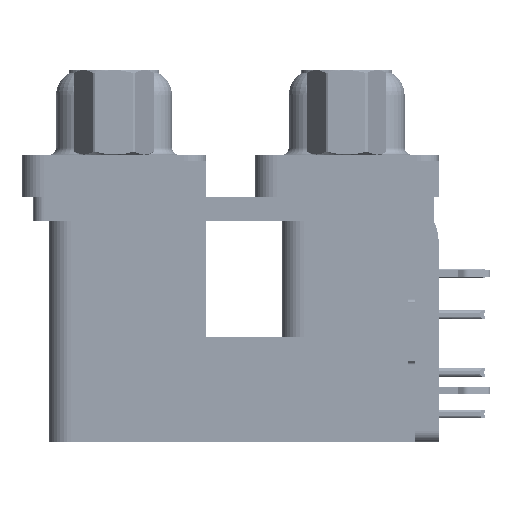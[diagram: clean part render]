
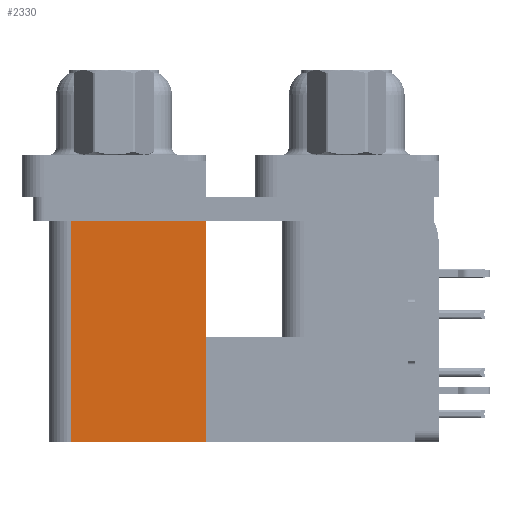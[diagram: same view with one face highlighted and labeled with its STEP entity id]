
A CAD part, left-side view. The second image highlights one B-rep face of the part: STEP entity #2330.
In plain terms, the highlighted planar face has unit normal (-1, 0, 0).
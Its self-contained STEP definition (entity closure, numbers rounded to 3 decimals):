
#2330 = ADVANCED_FACE ( 'NONE', ( #8584 ), #43311, .F. ) ;
#7500 = DIRECTION ( 'NONE',  ( 0., 1., 0. ) ) ;
#7782 = CARTESIAN_POINT ( 'NONE',  ( 3.765, 9.6, -19.2 ) ) ;
#8584 = FACE_OUTER_BOUND ( 'NONE', #47678, .T. ) ;
#8989 = ORIENTED_EDGE ( 'NONE', *, *, #24488, .F. ) ;
#9447 = ORIENTED_EDGE ( 'NONE', *, *, #55084, .T. ) ;
#12596 = DIRECTION ( 'NONE',  ( 0., 0., 1. ) ) ;
#14795 = LINE ( 'NONE', #44959, #52947 ) ;
#17705 = CARTESIAN_POINT ( 'NONE',  ( 3.765, 9.6, -2.5 ) ) ;
#17718 = EDGE_CURVE ( 'NONE', #28571, #47602, #34244, .T. ) ;
#17789 = EDGE_CURVE ( 'NONE', #28571, #20084, #37664, .T. ) ;
#18226 = DIRECTION ( 'NONE',  ( 1., 0., 0. ) ) ;
#18406 = CARTESIAN_POINT ( 'NONE',  ( 3.765, 9.6, -2.5 ) ) ;
#20084 = VERTEX_POINT ( 'NONE', #35924 ) ;
#22129 = CARTESIAN_POINT ( 'NONE',  ( 3.765, 18.8, -2.5 ) ) ;
#23092 = ORIENTED_EDGE ( 'NONE', *, *, #17789, .F. ) ;
#24385 = CARTESIAN_POINT ( 'NONE',  ( 3.765, 9.6, -19.2 ) ) ;
#24488 = EDGE_CURVE ( 'NONE', #20084, #47909, #14795, .T. ) ;
#26967 = LINE ( 'NONE', #18406, #34036 ) ;
#28571 = VERTEX_POINT ( 'NONE', #24385 ) ;
#32375 = DIRECTION ( 'NONE',  ( 0., 1., 0. ) ) ;
#34036 = VECTOR ( 'NONE', #32375, 1000. ) ;
#34244 = LINE ( 'NONE', #7782, #44445 ) ;
#35924 = CARTESIAN_POINT ( 'NONE',  ( 3.765, 18.8, -19.2 ) ) ;
#36703 = DIRECTION ( 'NONE',  ( 0., 0., 1. ) ) ;
#37664 = LINE ( 'NONE', #55041, #41739 ) ;
#37751 = AXIS2_PLACEMENT_3D ( 'NONE', #42469, #18226, #39307 ) ;
#37996 = ORIENTED_EDGE ( 'NONE', *, *, #17718, .T. ) ;
#39307 = DIRECTION ( 'NONE',  ( 0., 0., -1. ) ) ;
#41739 = VECTOR ( 'NONE', #7500, 1000. ) ;
#42469 = CARTESIAN_POINT ( 'NONE',  ( 3.765, 9.6, -19.2 ) ) ;
#43311 = PLANE ( 'NONE',  #37751 ) ;
#44445 = VECTOR ( 'NONE', #12596, 1000. ) ;
#44959 = CARTESIAN_POINT ( 'NONE',  ( 3.765, 18.8, -19.2 ) ) ;
#47602 = VERTEX_POINT ( 'NONE', #17705 ) ;
#47678 = EDGE_LOOP ( 'NONE', ( #9447, #8989, #23092, #37996 ) ) ;
#47909 = VERTEX_POINT ( 'NONE', #22129 ) ;
#52947 = VECTOR ( 'NONE', #36703, 1000. ) ;
#55041 = CARTESIAN_POINT ( 'NONE',  ( 3.765, 9.6, -19.2 ) ) ;
#55084 = EDGE_CURVE ( 'NONE', #47602, #47909, #26967, .T. ) ;
